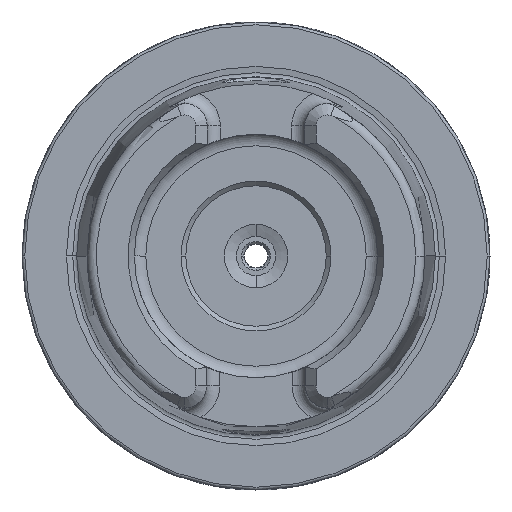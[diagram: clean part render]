
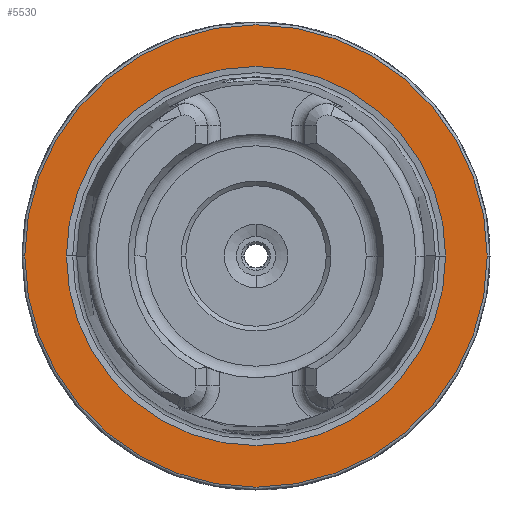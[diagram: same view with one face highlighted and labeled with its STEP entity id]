
A CAD part, left-side view. The second image highlights one B-rep face of the part: STEP entity #5530.
In plain terms, the highlighted planar face has unit normal (-1, 0, 0).
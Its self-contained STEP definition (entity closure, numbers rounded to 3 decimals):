
#322 = CIRCLE ( 'NONE', #3535, 24.7 ) ;
#775 = VERTEX_POINT ( 'NONE', #7508 ) ;
#1035 = CARTESIAN_POINT ( 'NONE',  ( 0., 20.258, 0. ) ) ;
#1125 = CIRCLE ( 'NONE', #5141, 20.258 ) ;
#1141 = AXIS2_PLACEMENT_3D ( 'NONE', #5274, #7809, #5193 ) ;
#1153 = CARTESIAN_POINT ( 'NONE',  ( 0., -24.7, 0. ) ) ;
#1238 = AXIS2_PLACEMENT_3D ( 'NONE', #5106, #1882, #4432 ) ;
#1542 = CIRCLE ( 'NONE', #7371, 20.258 ) ;
#1736 = EDGE_LOOP ( 'NONE', ( #5787, #6301 ) ) ;
#1882 = DIRECTION ( 'NONE',  ( 1., 0., 0. ) ) ;
#2230 = DIRECTION ( 'NONE',  ( 0., -1., 0. ) ) ;
#2424 = DIRECTION ( 'NONE',  ( 0., -1., 0. ) ) ;
#3042 = EDGE_CURVE ( 'NONE', #3170, #4190, #1542, .T. ) ;
#3049 = DIRECTION ( 'NONE',  ( -1., 0., 0. ) ) ;
#3170 = VERTEX_POINT ( 'NONE', #1035 ) ;
#3276 = CIRCLE ( 'NONE', #1141, 24.7 ) ;
#3497 = DIRECTION ( 'NONE',  ( 0., -1., 0. ) ) ;
#3535 = AXIS2_PLACEMENT_3D ( 'NONE', #7252, #4800, #3497 ) ;
#3592 = EDGE_CURVE ( 'NONE', #4190, #3170, #1125, .T. ) ;
#4190 = VERTEX_POINT ( 'NONE', #6614 ) ;
#4432 = DIRECTION ( 'NONE',  ( 0., 1., 0. ) ) ;
#4800 = DIRECTION ( 'NONE',  ( -1., 0., 0. ) ) ;
#4883 = CARTESIAN_POINT ( 'NONE',  ( 0., 0., 0. ) ) ;
#5106 = CARTESIAN_POINT ( 'NONE',  ( 0., 24.7, 0. ) ) ;
#5115 = VERTEX_POINT ( 'NONE', #1153 ) ;
#5141 = AXIS2_PLACEMENT_3D ( 'NONE', #4883, #3049, #2424 ) ;
#5187 = PLANE ( 'NONE',  #1238 ) ;
#5193 = DIRECTION ( 'NONE',  ( 0., -1., 0. ) ) ;
#5274 = CARTESIAN_POINT ( 'NONE',  ( 0., 0., 0. ) ) ;
#5397 = DIRECTION ( 'NONE',  ( -1., 0., 0. ) ) ;
#5530 = ADVANCED_FACE ( 'NONE', ( #5884, #7687 ), #5187, .F. ) ;
#5664 = ORIENTED_EDGE ( 'NONE', *, *, #7407, .T. ) ;
#5787 = ORIENTED_EDGE ( 'NONE', *, *, #3592, .F. ) ;
#5884 = FACE_BOUND ( 'NONE', #1736, .T. ) ;
#6301 = ORIENTED_EDGE ( 'NONE', *, *, #3042, .F. ) ;
#6614 = CARTESIAN_POINT ( 'NONE',  ( 0., -20.258, 0. ) ) ;
#6988 = ORIENTED_EDGE ( 'NONE', *, *, #7929, .T. ) ;
#7252 = CARTESIAN_POINT ( 'NONE',  ( 0., 0., 0. ) ) ;
#7371 = AXIS2_PLACEMENT_3D ( 'NONE', #7974, #5397, #2230 ) ;
#7407 = EDGE_CURVE ( 'NONE', #5115, #775, #322, .T. ) ;
#7508 = CARTESIAN_POINT ( 'NONE',  ( 0., 24.7, 0. ) ) ;
#7687 = FACE_OUTER_BOUND ( 'NONE', #8207, .T. ) ;
#7809 = DIRECTION ( 'NONE',  ( -1., 0., 0. ) ) ;
#7929 = EDGE_CURVE ( 'NONE', #775, #5115, #3276, .T. ) ;
#7974 = CARTESIAN_POINT ( 'NONE',  ( 0., 0., 0. ) ) ;
#8207 = EDGE_LOOP ( 'NONE', ( #5664, #6988 ) ) ;
